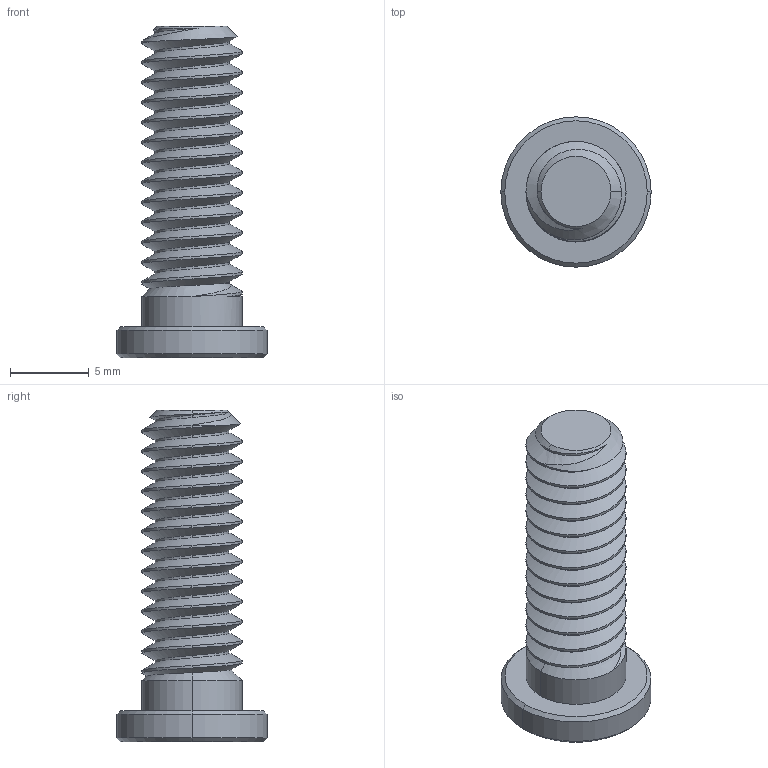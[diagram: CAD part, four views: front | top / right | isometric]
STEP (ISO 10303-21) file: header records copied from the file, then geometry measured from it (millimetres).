
FILE_DESCRIPTION (( 'STEP AP203' ), '1' );
FILE_NAME ('90357A015_Ultra-Low-Profile Socket Head Screw.STEP', '2023-06-07T19:19:40', ( 'Administrator' ), ( 'Managed by Terraform' ), 'SwSTEP 2.0', 'SolidWorks 2017', '' );
FILE_SCHEMA (( 'CONFIG_CONTROL_DESIGN' ));
Length unit declared in the file: inch
Products named in the file (1): 90357A015_Ultra-Low-Profile Socket Head Screw
Bounding box: 9.53 x 9.53 x 21.03 mm (x, y, z)
Volume: 601.3 mm3; surface area: 745.8 mm2
Topology: 1 solids, 1 shells, 86 faces, 226 edges, 144 vertices
Faces by surface type: cylinder 57, cone 17, plane 10, bspline 2
Entity records: 4169 total; most frequent: CARTESIAN_POINT 2309, ORIENTED_EDGE 452, DIRECTION 300, EDGE_CURVE 226, VERTEX_POINT 144, AXIS2_PLACEMENT_3D 111, EDGE_LOOP 88, FACE_OUTER_BOUND 86
